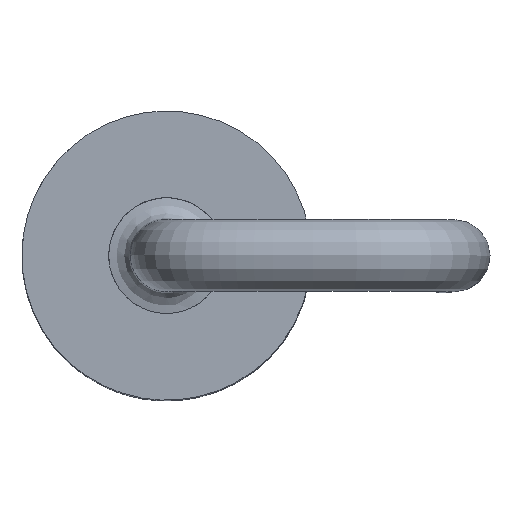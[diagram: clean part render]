
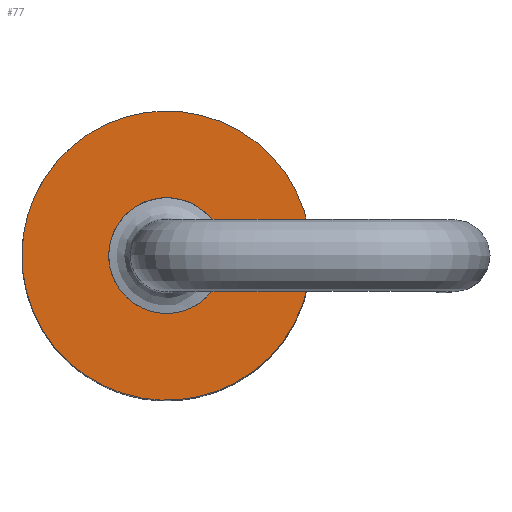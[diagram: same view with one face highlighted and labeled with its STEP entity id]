
A CAD part, top view. The second image highlights one B-rep face of the part: STEP entity #77.
In plain terms, the highlighted planar face has unit normal (0, 0, 1).
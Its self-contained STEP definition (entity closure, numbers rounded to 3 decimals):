
#11=FACE_BOUND('',#100,.T.);
#13=PLANE('',#236);
#77=ADVANCED_FACE('',(#88,#11),#13,.T.);
#88=FACE_OUTER_BOUND('',#99,.T.);
#99=EDGE_LOOP('',(#126));
#100=EDGE_LOOP('',(#127));
#126=ORIENTED_EDGE('',*,*,#154,.F.);
#127=ORIENTED_EDGE('',*,*,#157,.T.);
#154=EDGE_CURVE('',#197,#197,#177,.T.);
#157=EDGE_CURVE('',#199,#199,#180,.T.);
#177=(
BOUNDED_CURVE()
B_SPLINE_CURVE(2,(#804,#805,#806,#807,#808,#809,#810,#811,#812),
 .UNSPECIFIED.,.T.,.F.)
B_SPLINE_CURVE_WITH_KNOTS((3,2,2,2,3),(0.,4.163,8.325,
12.488,16.65),.UNSPECIFIED.)
CURVE()
GEOMETRIC_REPRESENTATION_ITEM()
RATIONAL_B_SPLINE_CURVE((1.,0.707,1.,0.707,1.,0.707,
1.,0.707,1.))
REPRESENTATION_ITEM('')
);
#180=(
BOUNDED_CURVE()
B_SPLINE_CURVE(2,(#824,#825,#826,#827,#828,#829,#830,#831,#832),
 .UNSPECIFIED.,.T.,.F.)
B_SPLINE_CURVE_WITH_KNOTS((3,2,2,2,3),(0.,1.665,3.33,
4.995,6.66),.UNSPECIFIED.)
CURVE()
GEOMETRIC_REPRESENTATION_ITEM()
RATIONAL_B_SPLINE_CURVE((1.,0.707,1.,0.707,1.,0.707,
1.,0.707,1.))
REPRESENTATION_ITEM('')
);
#197=VERTEX_POINT('',#801);
#199=VERTEX_POINT('',#803);
#236=AXIS2_PLACEMENT_3D('',#800,#241,$);
#241=DIRECTION('',(0.,0.,1.));
#800=CARTESIAN_POINT('',(16.688,3.313,11.));
#801=CARTESIAN_POINT('',(22.65,0.,11.));
#803=CARTESIAN_POINT('',(18.94,0.,11.));
#804=CARTESIAN_POINT('',(22.65,0.,11.));
#805=CARTESIAN_POINT('',(22.65,-2.65,11.));
#806=CARTESIAN_POINT('',(20.,-2.65,11.));
#807=CARTESIAN_POINT('',(17.35,-2.65,11.));
#808=CARTESIAN_POINT('',(17.35,0.,11.));
#809=CARTESIAN_POINT('',(17.35,2.65,11.));
#810=CARTESIAN_POINT('',(20.,2.65,11.));
#811=CARTESIAN_POINT('',(22.65,2.65,11.));
#812=CARTESIAN_POINT('',(22.65,0.,11.));
#824=CARTESIAN_POINT('',(18.94,0.,11.));
#825=CARTESIAN_POINT('',(18.94,1.06,11.));
#826=CARTESIAN_POINT('',(20.,1.06,11.));
#827=CARTESIAN_POINT('',(21.06,1.06,11.));
#828=CARTESIAN_POINT('',(21.06,0.,11.));
#829=CARTESIAN_POINT('',(21.06,-1.06,11.));
#830=CARTESIAN_POINT('',(20.,-1.06,11.));
#831=CARTESIAN_POINT('',(18.94,-1.06,11.));
#832=CARTESIAN_POINT('',(18.94,0.,11.));
